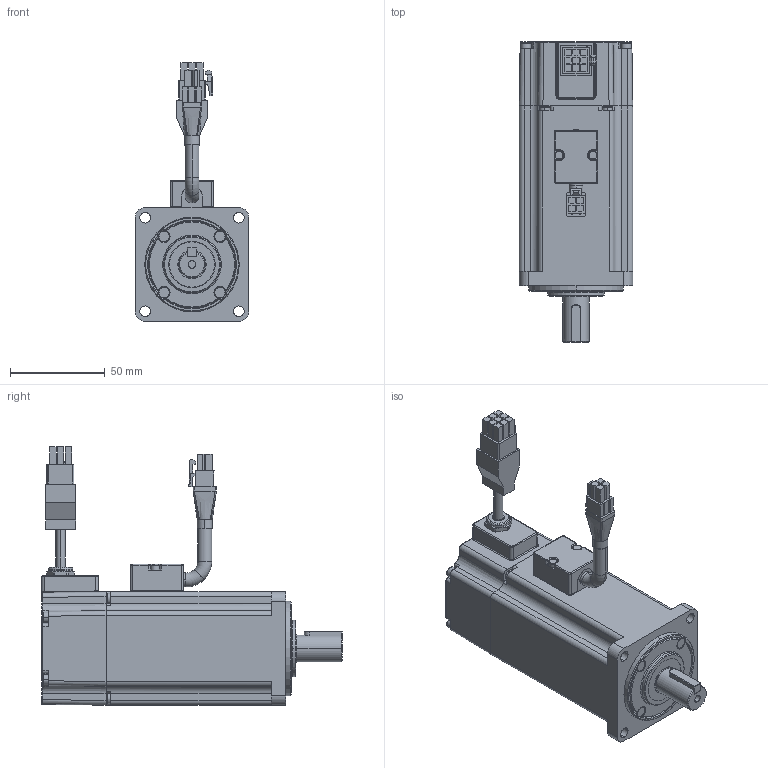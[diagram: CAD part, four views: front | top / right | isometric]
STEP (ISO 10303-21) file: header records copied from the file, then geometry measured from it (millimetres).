
FILE_DESCRIPTION(('STEP AP242'),'1');
FILE_NAME('bch2ld0433ca5c.stp','2021-07-01T14:34:05',('TraceParts'),('TraceParts S.A.'),'Spatial InterOp 3D',' ',' ');
FILE_SCHEMA(('AP242_MANAGED_MODEL_BASED_3D_ENGINEERING_MIM_LF {1 0 10303 442 1 1 4}'));
Length unit declared in the file: millimetre
Products named in the file (1): bch2ld0433ca5c
Bounding box: 60 x 159 x 136.7 mm (x, y, z)
Volume: 183757.6 mm3; surface area: 95880.8 mm2
Topology: 1 solids, 1 shells, 1407 faces, 3556 edges, 2121 vertices
Faces by surface type: plane 453, cylinder 408, torus 173, bspline 165, cone 142, sphere 66
Entity records: 64419 total; most frequent: CARTESIAN_POINT 31425, ORIENTED_EDGE 6968, DIRECTION 6880, EDGE_CURVE 3484, AXIS2_PLACEMENT_3D 2676, VERTEX_POINT 2121, LINE 1528, VECTOR 1528
